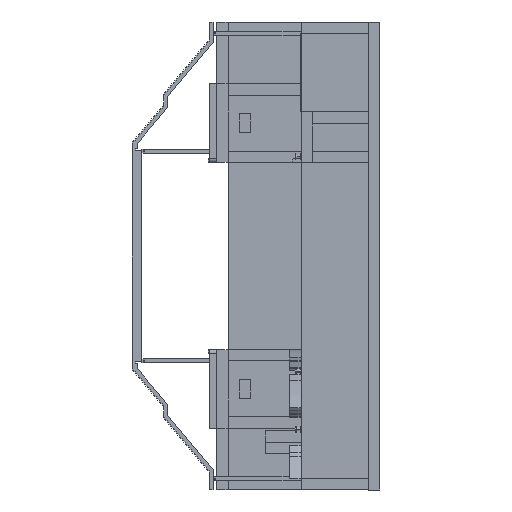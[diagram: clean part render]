
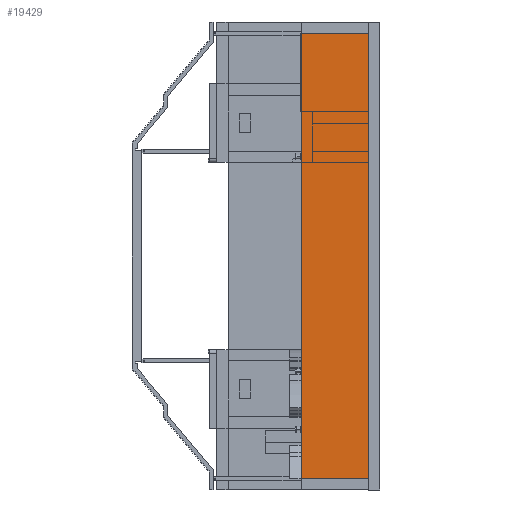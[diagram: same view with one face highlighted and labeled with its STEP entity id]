
A CAD part, left-side view. The second image highlights one B-rep face of the part: STEP entity #19429.
In plain terms, the highlighted planar face has unit normal (-1, 0, 0).
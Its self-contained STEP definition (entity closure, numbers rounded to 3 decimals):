
#970 = CARTESIAN_POINT ( 'NONE',  ( 0., 34.623, 86.15 ) ) ;
#1443 = VECTOR ( 'NONE', #23975, 1000. ) ;
#1531 = CARTESIAN_POINT ( 'NONE',  ( 0., -1.377, 86.15 ) ) ;
#1592 = LINE ( 'NONE', #1856, #1443 ) ;
#1856 = CARTESIAN_POINT ( 'NONE',  ( 0., 34.623, 86.15 ) ) ;
#1867 = AXIS2_PLACEMENT_3D ( 'NONE', #5473, #11917, #25894 ) ;
#3889 = PLANE ( 'NONE',  #1867 ) ;
#4616 = ORIENTED_EDGE ( 'NONE', *, *, #13240, .F. ) ;
#5452 = LINE ( 'NONE', #970, #13532 ) ;
#5473 = CARTESIAN_POINT ( 'NONE',  ( 0., 0., 0. ) ) ;
#5739 = FACE_OUTER_BOUND ( 'NONE', #16445, .T. ) ;
#6049 = LINE ( 'NONE', #14094, #12351 ) ;
#6117 = LINE ( 'NONE', #14267, #7419 ) ;
#6131 = VERTEX_POINT ( 'NONE', #19014 ) ;
#7419 = VECTOR ( 'NONE', #10180, 1000. ) ;
#8349 = ORIENTED_EDGE ( 'NONE', *, *, #16637, .F. ) ;
#8779 = VERTEX_POINT ( 'NONE', #12820 ) ;
#9903 = EDGE_CURVE ( 'NONE', #8779, #20806, #5452, .T. ) ;
#10180 = DIRECTION ( 'NONE',  ( 0., 1., 0. ) ) ;
#11917 = DIRECTION ( 'NONE',  ( 1., 0., 0. ) ) ;
#12351 = VECTOR ( 'NONE', #22015, 1000. ) ;
#12820 = CARTESIAN_POINT ( 'NONE',  ( 0., 34.623, -151.85 ) ) ;
#13055 = CARTESIAN_POINT ( 'NONE',  ( 0., 34.623, 86.15 ) ) ;
#13073 = DIRECTION ( 'NONE',  ( 0., 0., 1. ) ) ;
#13240 = EDGE_CURVE ( 'NONE', #14207, #6131, #6049, .T. ) ;
#13285 = EDGE_CURVE ( 'NONE', #20806, #14207, #1592, .T. ) ;
#13532 = VECTOR ( 'NONE', #13073, 1000. ) ;
#14094 = CARTESIAN_POINT ( 'NONE',  ( 0., -1.377, 86.15 ) ) ;
#14207 = VERTEX_POINT ( 'NONE', #1531 ) ;
#14267 = CARTESIAN_POINT ( 'NONE',  ( 0., 34.623, -151.85 ) ) ;
#16445 = EDGE_LOOP ( 'NONE', ( #18224, #22182, #8349, #4616 ) ) ;
#16637 = EDGE_CURVE ( 'NONE', #6131, #8779, #6117, .T. ) ;
#18224 = ORIENTED_EDGE ( 'NONE', *, *, #13285, .F. ) ;
#19014 = CARTESIAN_POINT ( 'NONE',  ( 0., -1.377, -151.85 ) ) ;
#19429 = ADVANCED_FACE ( 'NONE', ( #5739 ), #3889, .F. ) ;
#20806 = VERTEX_POINT ( 'NONE', #13055 ) ;
#22015 = DIRECTION ( 'NONE',  ( 0., 0., -1. ) ) ;
#22182 = ORIENTED_EDGE ( 'NONE', *, *, #9903, .F. ) ;
#23975 = DIRECTION ( 'NONE',  ( 0., -1., 0. ) ) ;
#25894 = DIRECTION ( 'NONE',  ( 0., 0., -1. ) ) ;
